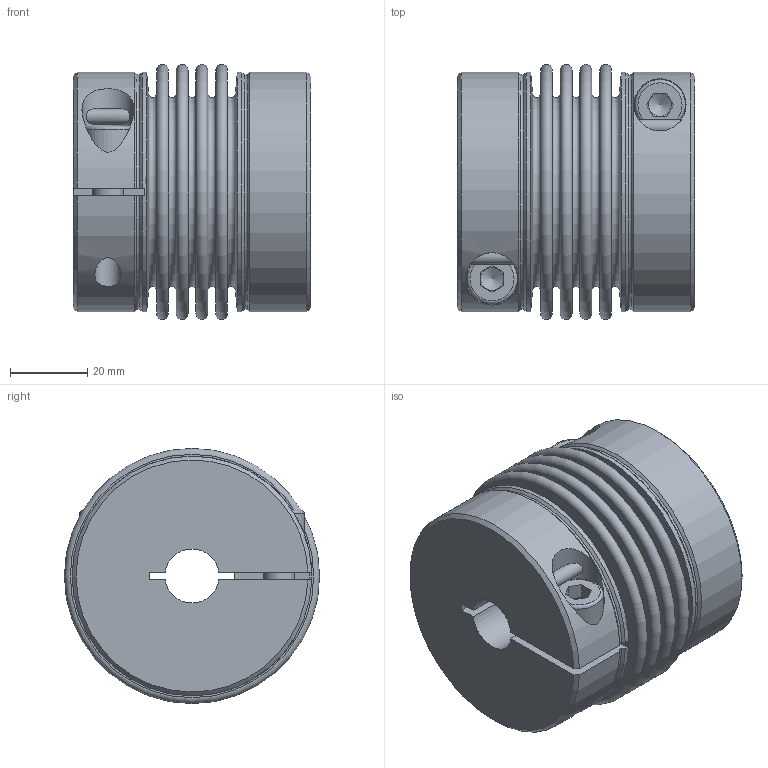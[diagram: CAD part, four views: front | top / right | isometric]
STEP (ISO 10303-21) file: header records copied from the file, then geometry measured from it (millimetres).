
FILE_DESCRIPTION( ( 'Unknown' ), '1' );
FILE_NAME( 'KG 80.stp', 'Unknown', ( 'Unknown' ), ( 'Unknown' ), 'PSStep 10.1', 'Unknown', ' ' );
FILE_SCHEMA( ( 'AUTOMOTIVE_DESIGN { 1 0 10303 214 1 1 1 1 }' ) );
Length unit declared in the file: millimetre
Products named in the file (1): KT100077
Bounding box: 61.44 x 66 x 66 mm (x, y, z)
Volume: 110226.4 mm3; surface area: 58318.8 mm2
Topology: 1 solids, 1 shells, 120 faces, 268 edges, 174 vertices
Faces by surface type: plane 64, cylinder 22, torus 22, cone 12
Full cylindrical faces by diameter (mm): 6.8 x2, 8 x2, 8.5 x2, 13 x2, 13.5 x2, 61 x2, 62 x2
Entity records: 4428 total; most frequent: CARTESIAN_POINT 967, DIRECTION 538, ORIENTED_EDGE 420, AXIS2_PLACEMENT_3D 217, EDGE_CURVE 210, EDGE_LOOP 190, VERTEX_POINT 158, FACE_OUTER_BOUND 154
